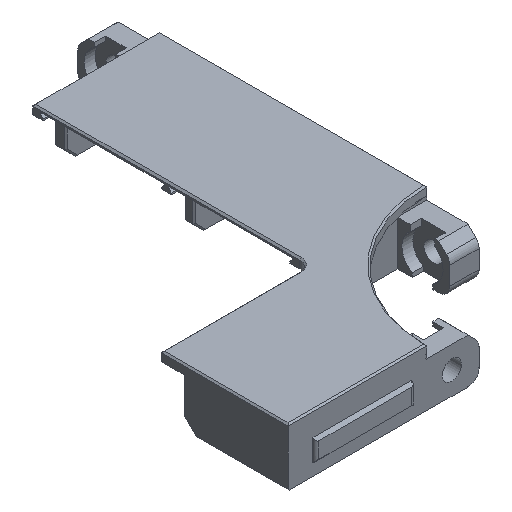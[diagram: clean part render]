
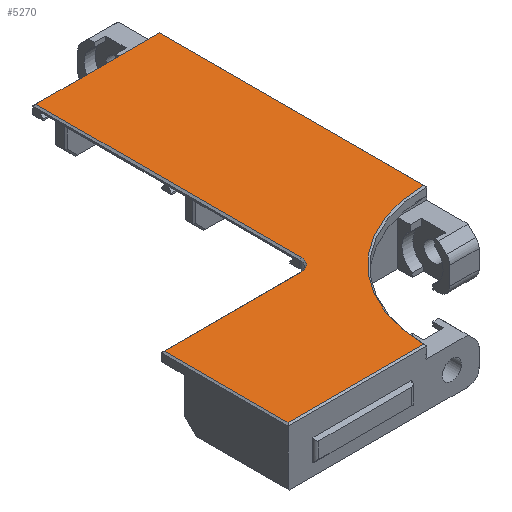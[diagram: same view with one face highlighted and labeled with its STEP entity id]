
A CAD part, isometric view. The second image highlights one B-rep face of the part: STEP entity #5270.
In plain terms, the highlighted planar face has unit normal (0, 0, 1).
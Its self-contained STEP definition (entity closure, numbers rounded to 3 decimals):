
#327=CIRCLE('',#5543,37.9);
#330=CIRCLE('',#5547,3.4);
#401=FACE_OUTER_BOUND('',#670,.T.);
#670=EDGE_LOOP('',(#3598,#3599,#3600,#3601,#3602,#3603,#3604,#3605));
#934=LINE('',#7243,#1609);
#940=LINE('',#7254,#1615);
#941=LINE('',#7257,#1616);
#945=LINE('',#7283,#1620);
#947=LINE('',#7287,#1622);
#951=LINE('',#7293,#1626);
#1609=VECTOR('',#5884,10.);
#1615=VECTOR('',#5892,10.);
#1616=VECTOR('',#5895,10.);
#1620=VECTOR('',#5913,10.);
#1622=VECTOR('',#5917,10.);
#1626=VECTOR('',#5923,10.);
#2284=VERTEX_POINT('',#7241);
#2285=VERTEX_POINT('',#7242);
#2289=VERTEX_POINT('',#7252);
#2290=VERTEX_POINT('',#7256);
#2292=VERTEX_POINT('',#7265);
#2294=VERTEX_POINT('',#7274);
#2297=VERTEX_POINT('',#7282);
#2298=VERTEX_POINT('',#7286);
#2775=EDGE_CURVE('',#2284,#2285,#934,.T.);
#2781=EDGE_CURVE('',#2289,#2284,#940,.T.);
#2782=EDGE_CURVE('',#2290,#2289,#941,.T.);
#2785=EDGE_CURVE('',#2292,#2290,#327,.T.);
#2790=EDGE_CURVE('',#2285,#2294,#330,.T.);
#2792=EDGE_CURVE('',#2294,#2297,#945,.T.);
#2794=EDGE_CURVE('',#2298,#2292,#947,.T.);
#2798=EDGE_CURVE('',#2297,#2298,#951,.T.);
#3598=ORIENTED_EDGE('',*,*,#2775,.F.);
#3599=ORIENTED_EDGE('',*,*,#2781,.F.);
#3600=ORIENTED_EDGE('',*,*,#2782,.F.);
#3601=ORIENTED_EDGE('',*,*,#2785,.F.);
#3602=ORIENTED_EDGE('',*,*,#2794,.F.);
#3603=ORIENTED_EDGE('',*,*,#2798,.F.);
#3604=ORIENTED_EDGE('',*,*,#2792,.F.);
#3605=ORIENTED_EDGE('',*,*,#2790,.F.);
#5037=PLANE('',#5561);
#5270=ADVANCED_FACE('',(#401),#5037,.F.);
#5543=AXIS2_PLACEMENT_3D('',#7266,#5899,#5900);
#5547=AXIS2_PLACEMENT_3D('',#7278,#5908,#5909);
#5561=AXIS2_PLACEMENT_3D('',#7360,#5971,#5972);
#5884=DIRECTION('',(1.,0.,0.));
#5892=DIRECTION('',(0.,1.,0.));
#5895=DIRECTION('',(-1.,0.,0.));
#5899=DIRECTION('center_axis',(0.,0.,1.));
#5900=DIRECTION('ref_axis',(-1.,0.,0.));
#5908=DIRECTION('center_axis',(0.,0.,1.));
#5909=DIRECTION('ref_axis',(0.707,-0.707,0.));
#5913=DIRECTION('',(0.,1.,0.));
#5917=DIRECTION('',(0.,-1.,0.));
#5923=DIRECTION('',(1.,0.,0.));
#5971=DIRECTION('center_axis',(0.,0.,-1.));
#5972=DIRECTION('ref_axis',(0.,-1.,0.));
#7241=CARTESIAN_POINT('',(182.185,-283.635,6.1));
#7242=CARTESIAN_POINT('',(219.485,-283.635,6.1));
#7243=CARTESIAN_POINT('',(236.401,-283.635,6.1));
#7252=CARTESIAN_POINT('',(182.185,-317.285,6.1));
#7254=CARTESIAN_POINT('',(182.185,-247.069,6.1));
#7256=CARTESIAN_POINT('',(219.088,-317.285,6.1));
#7257=CARTESIAN_POINT('',(246.31,-317.285,6.1));
#7265=CARTESIAN_POINT('',(256.535,-279.838,6.1));
#7266=CARTESIAN_POINT('Origin',(256.985,-317.735,6.1));
#7274=CARTESIAN_POINT('',(222.885,-280.235,6.1));
#7278=CARTESIAN_POINT('Origin',(219.485,-280.235,6.1));
#7282=CARTESIAN_POINT('',(222.885,-207.985,6.1));
#7283=CARTESIAN_POINT('',(222.885,-211.303,6.1));
#7286=CARTESIAN_POINT('',(256.535,-207.985,6.1));
#7287=CARTESIAN_POINT('',(256.535,-201.394,6.1));
#7293=CARTESIAN_POINT('',(220.922,-207.985,6.1));
#7360=CARTESIAN_POINT('Origin',(222.085,-211.303,6.1));
